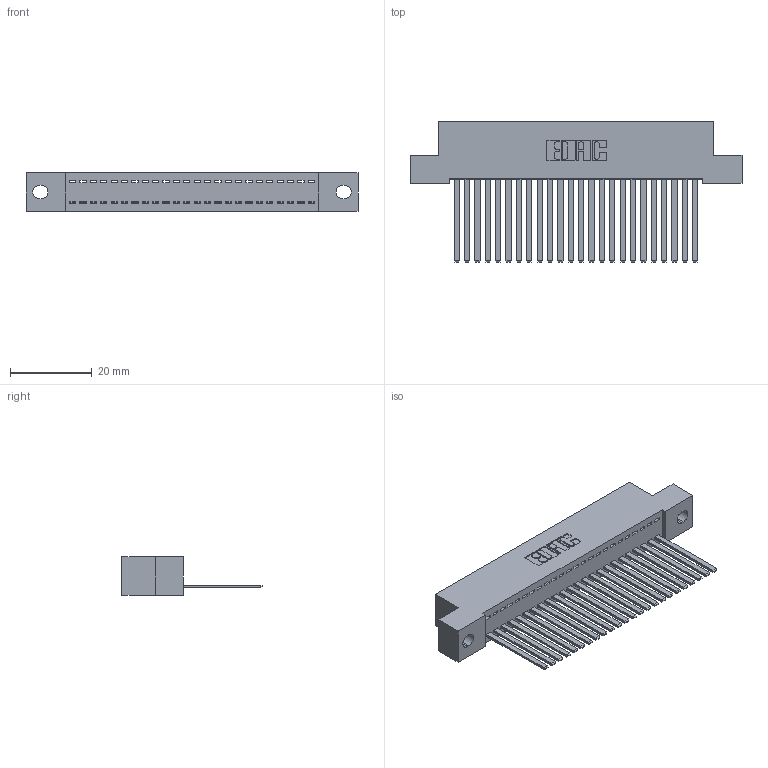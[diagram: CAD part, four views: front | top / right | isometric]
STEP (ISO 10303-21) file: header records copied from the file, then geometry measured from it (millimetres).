
FILE_DESCRIPTION (( 'STEP AP203' ), '1' );
FILE_NAME ('342-024-544-102.STEP', '2019-10-02T00:02:15', ( '' ), ( '' ), 'SwSTEP 2.0', 'SolidWorks 2016', '' );
FILE_SCHEMA (( 'CONFIG_CONTROL_DESIGN' ));
Length unit declared in the file: inch
Products named in the file (3): 342 Part_.128 Slot; 345-292-001_345-293-144; 342-024-544-102
Assembly tree (25 placements, depth 2):
  342-024-544-102
    342 Part_.128 Slot
    345-292-001_345-293-144  x24
Bounding box: 81.28 x 34.3 x 9.4 mm (x, y, z)
Volume: 7286.1 mm3; surface area: 10914 mm2
Topology: 25 solids, 25 shells, 1362 faces, 4103 edges, 2702 vertices
Faces by surface type: plane 982, cylinder 380
Entity records: 16819 total; most frequent: CARTESIAN_POINT 2910, ORIENTED_EDGE 2870, DIRECTION 2487, EDGE_CURVE 1435, LINE 1311, VECTOR 1311, VERTEX_POINT 954, AXIS2_PLACEMENT_3D 588
